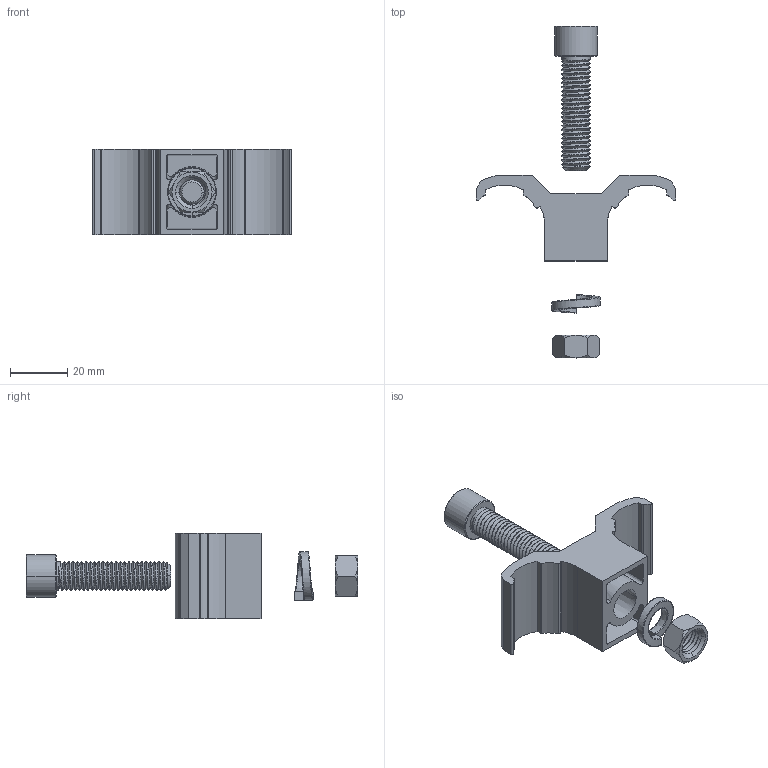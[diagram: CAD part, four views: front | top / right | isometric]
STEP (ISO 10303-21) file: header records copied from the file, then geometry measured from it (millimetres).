
FILE_DESCRIPTION (( 'STEP AP214' ), '1' );
FILE_NAME ('B367 Àäàïòåð Ô28 äëÿ êðåïëåíèÿ êîëåñíûõ îïîð è ëèñòîâîãî ìàòåðèàëà.STEP', '2023-11-21T13:45:21', ( '' ), ( '' ), 'SwSTEP 2.0', 'SolidWorks 2022', '' );
FILE_SCHEMA (( 'AUTOMOTIVE_DESIGN' ));
Length unit declared in the file: millimetre
Products named in the file (1): B367 Адаптер Ф28 для крепления колесных опор и листового материала
Bounding box: 69.5 x 115.89 x 30 mm (x, y, z)
Volume: 22759.6 mm3; surface area: 14302.3 mm2
Topology: 4 solids, 4 shells, 202 faces, 544 edges, 354 vertices
Faces by surface type: cylinder 89, plane 48, bspline 34, cone 31
Entity records: 18186 total; most frequent: CARTESIAN_POINT 11349, ORIENTED_EDGE 1088, DIRECTION 729, EDGE_CURVE 544, VERTEX_POINT 354, AXIS2_PLACEMENT_3D 263, B_SPLINE_CURVE_WITH_KNOTS 244, EDGE_LOOP 210
